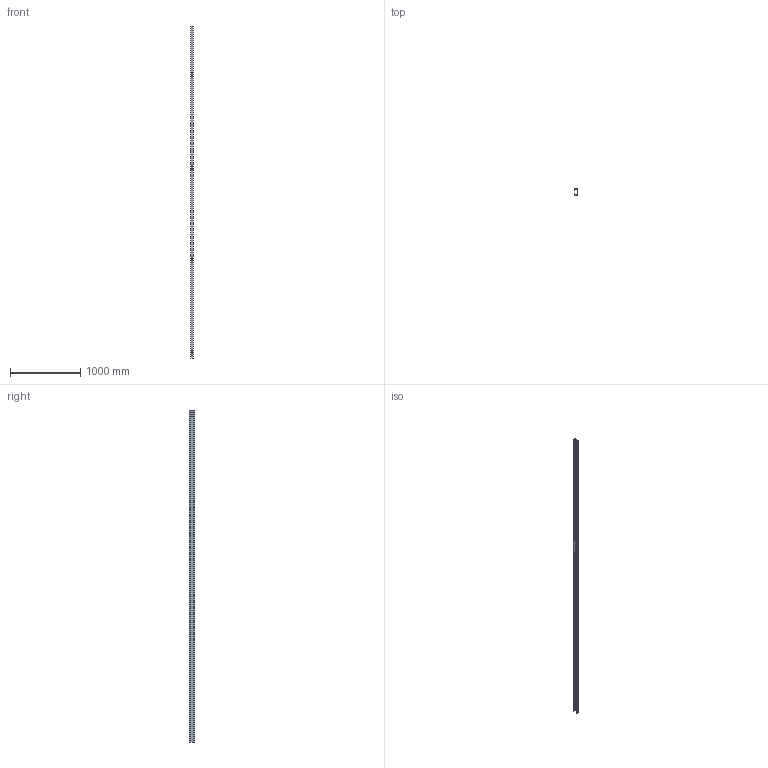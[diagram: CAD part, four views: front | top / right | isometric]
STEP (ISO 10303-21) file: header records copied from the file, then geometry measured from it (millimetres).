
FILE_DESCRIPTION (( 'STEP AP214' ), '1' );
FILE_NAME ('5900530.STEP', '2023-10-19T06:55:14', ( '' ), ( '' ), 'SwSTEP 2.0', 'SolidWorks 2022', '' );
FILE_SCHEMA (( 'AUTOMOTIVE_DESIGN' ));
Length unit declared in the file: millimetre
Products named in the file (1): 5900530
Bounding box: 40 x 80 x 4715 mm (x, y, z)
Volume: 2019947.1 mm3; surface area: 1643700.2 mm2
Topology: 1 solids, 1 shells, 88 faces, 226 edges, 140 vertices
Faces by surface type: plane 50, cylinder 38
Entity records: 3120 total; most frequent: DIRECTION 480, CARTESIAN_POINT 455, ORIENTED_EDGE 452, EDGE_CURVE 226, AXIS2_PLACEMENT_3D 165, LINE 150, VECTOR 150, VERTEX_POINT 140
